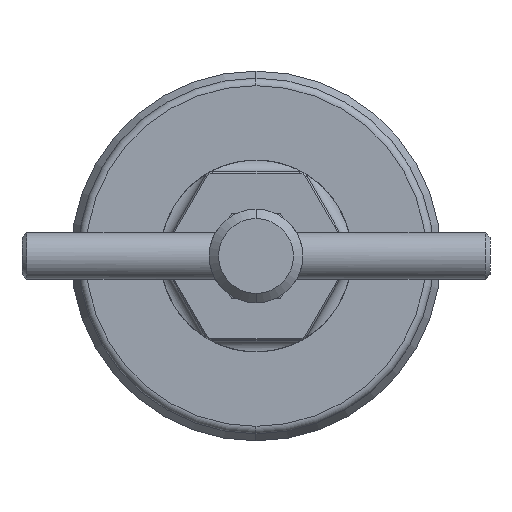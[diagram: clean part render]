
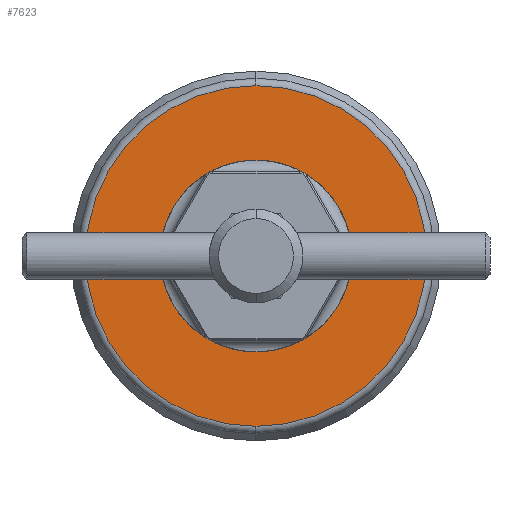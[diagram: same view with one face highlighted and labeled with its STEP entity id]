
A CAD part, front view. The second image highlights one B-rep face of the part: STEP entity #7623.
In plain terms, the highlighted planar face has unit normal (0, -1, 0).
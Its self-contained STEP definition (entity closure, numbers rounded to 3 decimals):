
#268 = EDGE_CURVE ( 'NONE', #4798, #5589, #1132, .T. ) ;
#526 = CARTESIAN_POINT ( 'NONE',  ( 0., -201.5, -20.5 ) ) ;
#780 = EDGE_LOOP ( 'NONE', ( #12655, #11230 ) ) ;
#1132 = CIRCLE ( 'NONE', #8696, 36.4 ) ;
#1149 = DIRECTION ( 'NONE',  ( 0., -1., 0. ) ) ;
#1641 = DIRECTION ( 'NONE',  ( 0., -1., 0. ) ) ;
#1664 = FACE_BOUND ( 'NONE', #780, .T. ) ;
#1777 = CARTESIAN_POINT ( 'NONE',  ( 0., -201.5, -36.4 ) ) ;
#2410 = AXIS2_PLACEMENT_3D ( 'NONE', #9883, #1641, #2604 ) ;
#2471 = CARTESIAN_POINT ( 'NONE',  ( -36.4, -201.5, 0. ) ) ;
#2604 = DIRECTION ( 'NONE',  ( 0., 0., -1. ) ) ;
#2648 = CARTESIAN_POINT ( 'NONE',  ( 0., -201.5, 36.4 ) ) ;
#3526 = DIRECTION ( 'NONE',  ( 0., -1., 0. ) ) ;
#4257 = AXIS2_PLACEMENT_3D ( 'NONE', #2471, #9718, #9579 ) ;
#4331 = VERTEX_POINT ( 'NONE', #9988 ) ;
#4627 = EDGE_CURVE ( 'NONE', #5589, #4798, #6801, .T. ) ;
#4775 = CIRCLE ( 'NONE', #10382, 20.5 ) ;
#4798 = VERTEX_POINT ( 'NONE', #1777 ) ;
#5094 = VERTEX_POINT ( 'NONE', #526 ) ;
#5589 = VERTEX_POINT ( 'NONE', #2648 ) ;
#6082 = ORIENTED_EDGE ( 'NONE', *, *, #4627, .T. ) ;
#6801 = CIRCLE ( 'NONE', #11950, 36.4 ) ;
#7330 = CIRCLE ( 'NONE', #2410, 20.5 ) ;
#7623 = ADVANCED_FACE ( 'NONE', ( #1664, #8461 ), #10680, .F. ) ;
#8123 = DIRECTION ( 'NONE',  ( 0., 0., -1. ) ) ;
#8288 = CARTESIAN_POINT ( 'NONE',  ( 0., -201.5, 0. ) ) ;
#8313 = CARTESIAN_POINT ( 'NONE',  ( 0., -201.5, 0. ) ) ;
#8461 = FACE_OUTER_BOUND ( 'NONE', #12941, .T. ) ;
#8539 = DIRECTION ( 'NONE',  ( 0., 0., -1. ) ) ;
#8696 = AXIS2_PLACEMENT_3D ( 'NONE', #8288, #1149, #8123 ) ;
#9380 = DIRECTION ( 'NONE',  ( 0., -1., 0. ) ) ;
#9579 = DIRECTION ( 'NONE',  ( 0., 0., 1. ) ) ;
#9612 = CARTESIAN_POINT ( 'NONE',  ( 0., -201.5, 0. ) ) ;
#9718 = DIRECTION ( 'NONE',  ( 0., 1., 0. ) ) ;
#9883 = CARTESIAN_POINT ( 'NONE',  ( 0., -201.5, 0. ) ) ;
#9988 = CARTESIAN_POINT ( 'NONE',  ( 0., -201.5, 20.5 ) ) ;
#10382 = AXIS2_PLACEMENT_3D ( 'NONE', #9612, #3526, #8539 ) ;
#10493 = EDGE_CURVE ( 'NONE', #5094, #4331, #4775, .T. ) ;
#10680 = PLANE ( 'NONE',  #4257 ) ;
#11230 = ORIENTED_EDGE ( 'NONE', *, *, #12879, .F. ) ;
#11643 = ORIENTED_EDGE ( 'NONE', *, *, #268, .T. ) ;
#11950 = AXIS2_PLACEMENT_3D ( 'NONE', #8313, #9380, #12373 ) ;
#12373 = DIRECTION ( 'NONE',  ( 0., 0., -1. ) ) ;
#12655 = ORIENTED_EDGE ( 'NONE', *, *, #10493, .F. ) ;
#12879 = EDGE_CURVE ( 'NONE', #4331, #5094, #7330, .T. ) ;
#12941 = EDGE_LOOP ( 'NONE', ( #11643, #6082 ) ) ;
